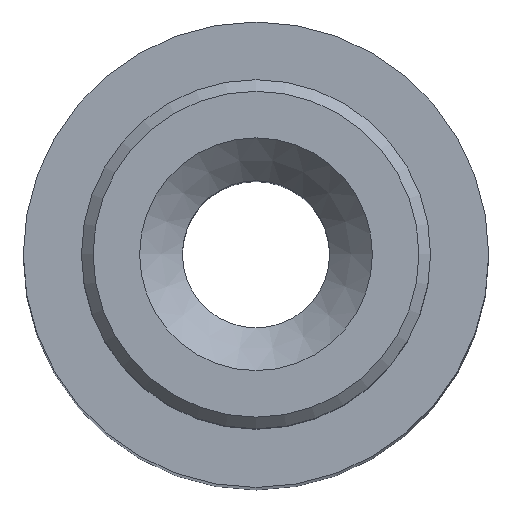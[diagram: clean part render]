
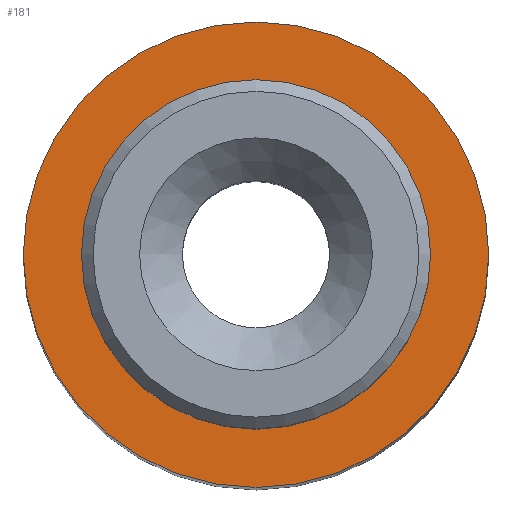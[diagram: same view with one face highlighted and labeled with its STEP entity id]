
A CAD part, top view. The second image highlights one B-rep face of the part: STEP entity #181.
In plain terms, the highlighted planar face has unit normal (0, 0, 1).
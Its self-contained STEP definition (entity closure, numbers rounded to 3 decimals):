
#21=FACE_BOUND('',#49,.T.);
#24=PLANE('',#220);
#34=FACE_OUTER_BOUND('',#48,.T.);
#48=EDGE_LOOP('',(#156));
#49=EDGE_LOOP('',(#157));
#76=CIRCLE('',#209,4.);
#79=CIRCLE('',#214,3.);
#90=VERTEX_POINT('',#308);
#93=VERTEX_POINT('',#318);
#107=EDGE_CURVE('',#90,#90,#76,.T.);
#113=EDGE_CURVE('',#93,#93,#79,.T.);
#156=ORIENTED_EDGE('',*,*,#107,.F.);
#157=ORIENTED_EDGE('',*,*,#113,.F.);
#181=ADVANCED_FACE('',(#34,#21),#24,.T.);
#209=AXIS2_PLACEMENT_3D('',#309,#251,#252);
#214=AXIS2_PLACEMENT_3D('',#320,#264,#265);
#220=AXIS2_PLACEMENT_3D('',#330,#277,#278);
#251=DIRECTION('center_axis',(0.,0.,-1.));
#252=DIRECTION('ref_axis',(1.,0.,0.));
#264=DIRECTION('center_axis',(0.,0.,1.));
#265=DIRECTION('ref_axis',(1.,0.,0.));
#277=DIRECTION('center_axis',(0.,0.,1.));
#278=DIRECTION('ref_axis',(1.,0.,0.));
#308=CARTESIAN_POINT('',(-4.,0.,25.));
#309=CARTESIAN_POINT('Origin',(0.,0.,25.));
#318=CARTESIAN_POINT('',(-3.,0.,25.));
#320=CARTESIAN_POINT('Origin',(0.,0.,25.));
#330=CARTESIAN_POINT('Origin',(0.,0.,25.));
